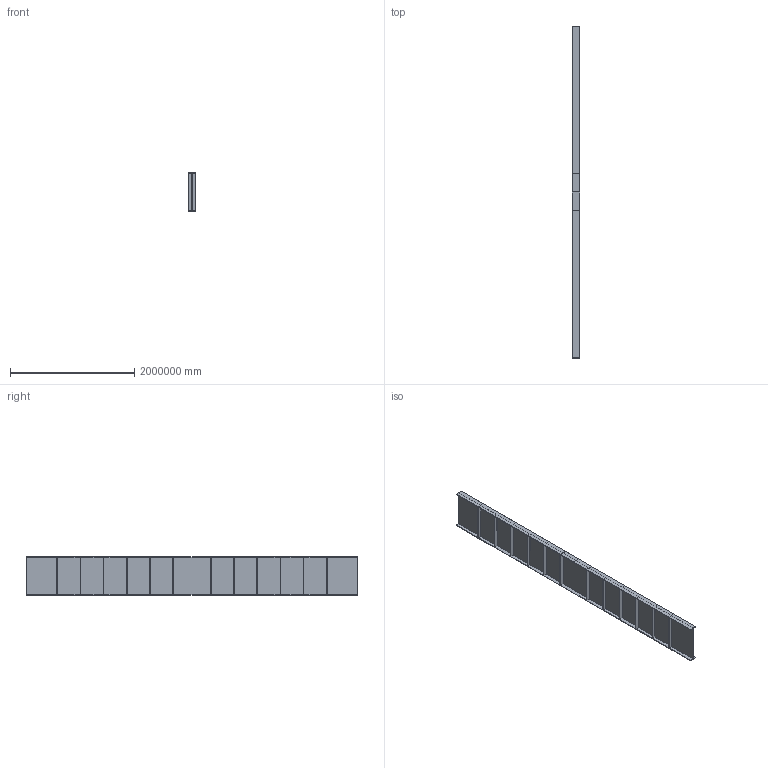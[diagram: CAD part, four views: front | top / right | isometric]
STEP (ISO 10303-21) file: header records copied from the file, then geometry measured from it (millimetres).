
FILE_DESCRIPTION(('Open CASCADE Model'),'2;1');
FILE_NAME('Open CASCADE Shape Model','2024-11-20T11:59:30',('Author'),( 'Open CASCADE'),'Open CASCADE STEP processor 7.3','Open CASCADE 7.3' ,'Unknown');
FILE_SCHEMA(('AUTOMOTIVE_DESIGN { 1 0 10303 214 1 1 1 1 }'));
Length unit declared in the file: metre
Products named in the file (1): Open CASCADE STEP translator 7.3 1
Bounding box: 120000 x 5350000 x 618000 mm (x, y, z)
Volume: 32653799999999968 mm3; surface area: 10783194000000 mm2
Topology: 1 solids, 1 shells, 138 faces, 342 edges, 228 vertices
Faces by surface type: plane 138
Entity records: 8462 total; most frequent: CARTESIAN_POINT 1393, DIRECTION 1304, LINE 1026, VECTOR 1026, ORIENTED_EDGE 684, PCURVE 684, DEFINITIONAL_REPRESENTATION 684, EDGE_CURVE 342
